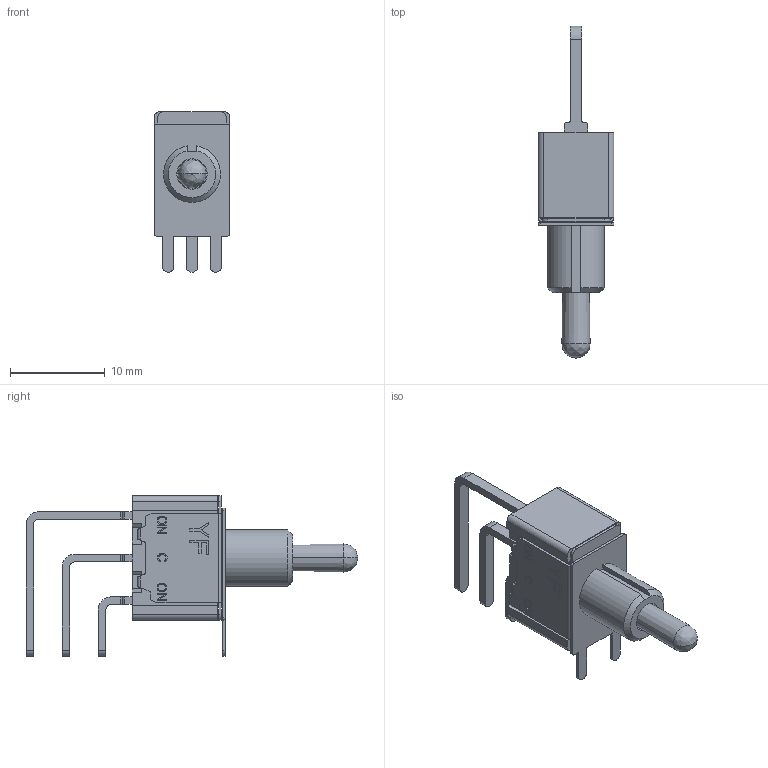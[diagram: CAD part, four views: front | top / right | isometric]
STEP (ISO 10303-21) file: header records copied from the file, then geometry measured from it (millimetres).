
FILE_DESCRIPTION((''),'2;1');
FILE_NAME('197','2021-05-15T10:33:55',('Administrator'),(''),'CREO PARAMETRIC BY PTC INC, 2016510','CREO PARAMETRIC BY PTC INC, 2016510','');
FILE_SCHEMA(('CONFIG_CONTROL_DESIGN','GEOMETRIC_VALIDATION_PROPERTIES_MIM'));
Length unit declared in the file: millimetre
Products named in the file (1): 197
Bounding box: 8 x 35 x 16.9 mm (x, y, z)
Volume: 1254.1 mm3; surface area: 1777.1 mm2
Topology: 3 solids, 3 shells, 879 faces, 2488 edges, 1658 vertices
Faces by surface type: plane 816, cylinder 58, cone 3, bspline 2
Entity records: 30108 total; most frequent: CARTESIAN_POINT 5197, ORIENTED_EDGE 4976, DIRECTION 4317, EDGE_CURVE 2488, VECTOR 2361, LINE 2361, VERTEX_POINT 1658, AXIS2_PLACEMENT_3D 978
